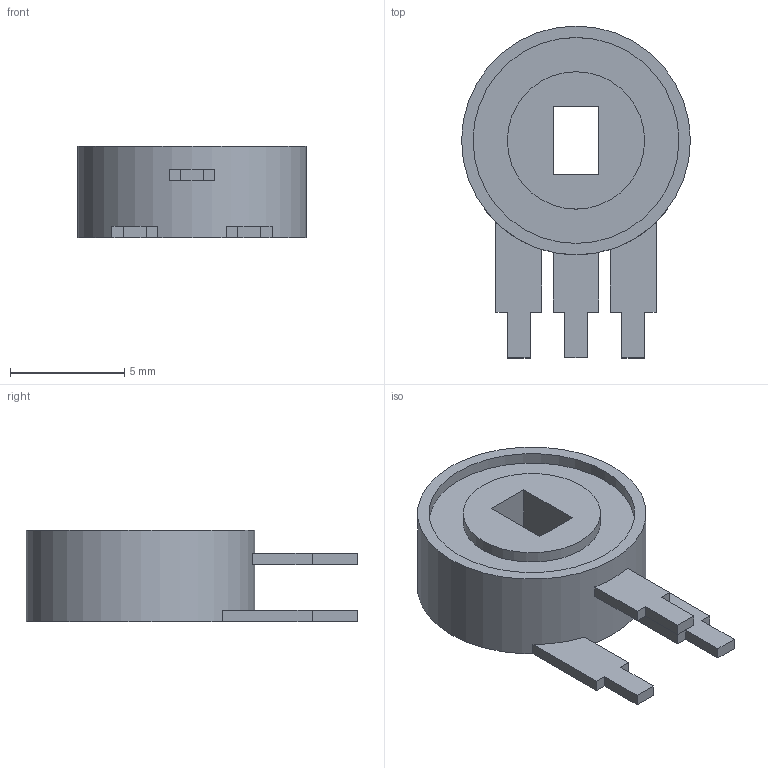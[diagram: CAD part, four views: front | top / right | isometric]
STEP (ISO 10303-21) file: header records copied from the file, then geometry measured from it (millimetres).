
FILE_DESCRIPTION(/* description */ (''),/* implementation_level */ '2;1');
FILE_NAME(/* name */ 'Resistanse variable v3.step',/* time_stamp */ '2020-02-09T23:01:31+01:00',/* author */ (''),/* organization */ (''),/* preprocessor_version */ 'ST-DEVELOPER v18',/* originating_system */ 'Autodesk Translation Framework v8.12.0.6',/* authorisation */ '');
FILE_SCHEMA (('AUTOMOTIVE_DESIGN { 1 0 10303 214 3 1 1 }'));
Length unit declared in the file: millimetre
Products named in the file (1): Resistanse variable
Bounding box: 10 x 14.5 x 4 mm (x, y, z)
Volume: 284.5 mm3; surface area: 733.7 mm2
Topology: 6 solids, 6 shells, 45 faces, 99 edges, 66 vertices
Faces by surface type: plane 37, cylinder 8
Full cylindrical faces by diameter (mm): 6 x2, 9 x2, 10 x1
Entity records: 1292 total; most frequent: CARTESIAN_POINT 211, DIRECTION 207, ORIENTED_EDGE 198, EDGE_CURVE 99, LINE 83, VECTOR 83, VERTEX_POINT 66, AXIS2_PLACEMENT_3D 62
